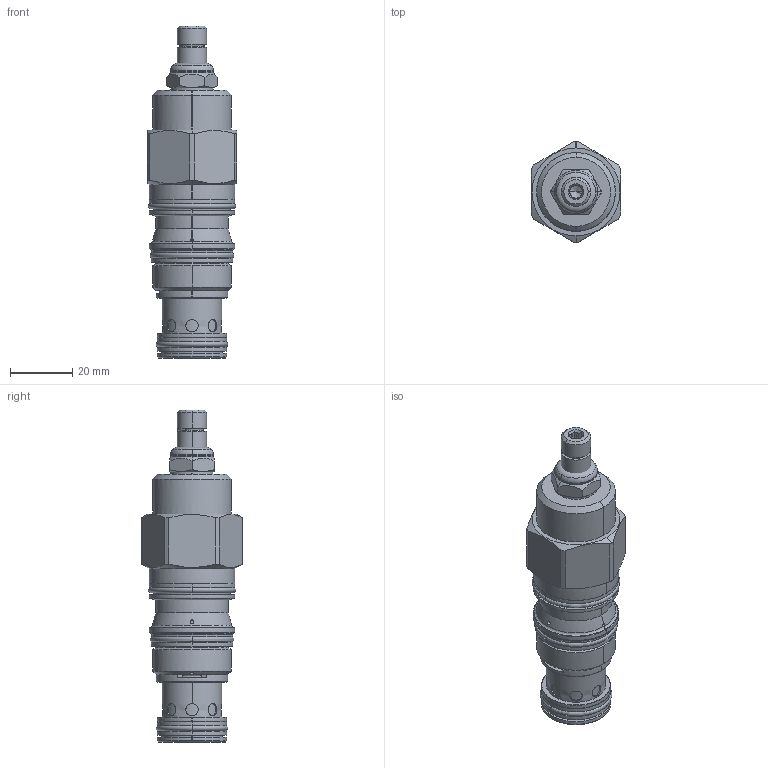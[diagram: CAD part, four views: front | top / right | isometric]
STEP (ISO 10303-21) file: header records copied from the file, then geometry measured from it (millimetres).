
FILE_DESCRIPTION((''),'2;1');
FILE_NAME('RVEALAN_SW_PRT','2019-06-03T',('charlief'),(''),'PRO/ENGINEER BY PARAMETRIC TECHNOLOGY CORPORATION, 2016010','PRO/ENGINEER BY PARAMETRIC TECHNOLOGY CORPORATION, 2016010','');
FILE_SCHEMA(('CONFIG_CONTROL_DESIGN'));
Products named in the file (1): RVEALAN_SW_PRT
Bounding box: 28.57 x 32.21 x 106.4 mm (x, y, z)
Surface area: 16981.8 mm2 (no closed solid volume)
Topology: 0 solids, 0 shells, 277 faces, 1350 edges, 1329 vertices
Faces by surface type: bspline 244, torus 31, sphere 2
Entity records: 63608 total; most frequent: CARTESIAN_POINT 52098, DIRECTION 1797, TRIMMED_CURVE 1436, DEFINITIONAL_REPRESENTATION 1310, PCURVE 1310, COMPOSITE_CURVE_SEGMENT 1310, VECTOR 1141, LINE 1141
